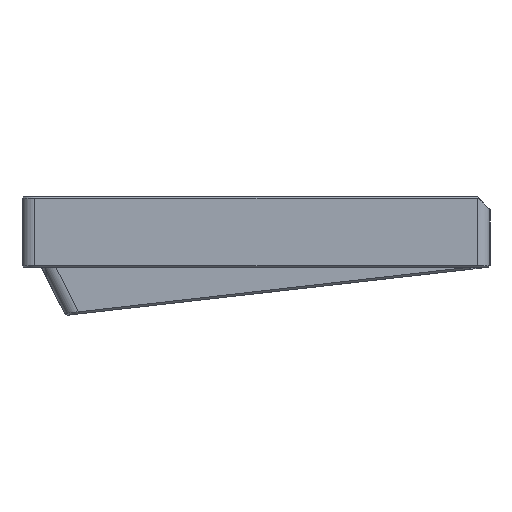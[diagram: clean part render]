
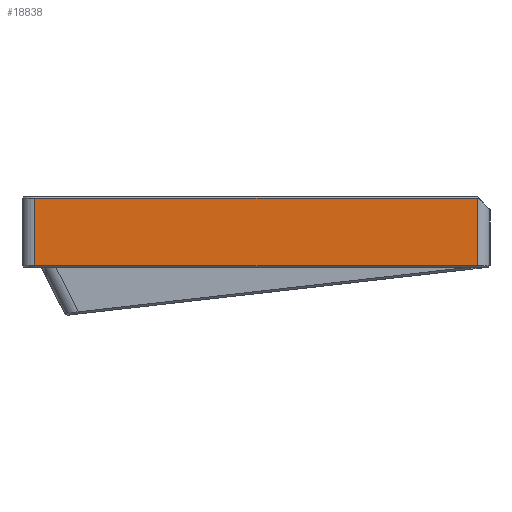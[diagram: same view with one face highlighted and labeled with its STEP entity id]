
A CAD part, left-side view. The second image highlights one B-rep face of the part: STEP entity #18838.
In plain terms, the highlighted planar face has unit normal (-1, 0, 0).
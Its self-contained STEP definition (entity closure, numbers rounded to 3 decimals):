
#1683=FACE_OUTER_BOUND('',#2674,.T.);
#2674=EDGE_LOOP('',(#13111,#13112,#13113,#13114));
#3979=LINE('',#28118,#5951);
#3983=LINE('',#28133,#5955);
#3984=LINE('',#28134,#5956);
#3985=LINE('',#28135,#5957);
#5951=VECTOR('',#22322,10.);
#5955=VECTOR('',#22338,10.);
#5956=VECTOR('',#22339,10.);
#5957=VECTOR('',#22340,10.);
#7885=VERTEX_POINT('',#28115);
#7886=VERTEX_POINT('',#28117);
#7890=VERTEX_POINT('',#28131);
#7891=VERTEX_POINT('',#28132);
#9906=EDGE_CURVE('',#7885,#7886,#3979,.T.);
#9913=EDGE_CURVE('',#7890,#7891,#3983,.T.);
#9914=EDGE_CURVE('',#7886,#7890,#3984,.T.);
#9915=EDGE_CURVE('',#7891,#7885,#3985,.T.);
#13111=ORIENTED_EDGE('',*,*,#9913,.F.);
#13112=ORIENTED_EDGE('',*,*,#9914,.F.);
#13113=ORIENTED_EDGE('',*,*,#9906,.F.);
#13114=ORIENTED_EDGE('',*,*,#9915,.F.);
#18265=PLANE('',#19949);
#18838=ADVANCED_FACE('',(#1683),#18265,.T.);
#19949=AXIS2_PLACEMENT_3D('',#28130,#22336,#22337);
#22322=DIRECTION('',(0.,-1.,0.));
#22336=DIRECTION('center_axis',(-1.,0.,0.));
#22337=DIRECTION('ref_axis',(0.,-1.,0.));
#22338=DIRECTION('',(0.,1.,0.));
#22339=DIRECTION('',(0.,0.,-1.));
#22340=DIRECTION('',(0.,0.,1.));
#28115=CARTESIAN_POINT('',(-4.5,3.5,14.2));
#28117=CARTESIAN_POINT('',(-4.5,-98.75,14.2));
#28118=CARTESIAN_POINT('',(-4.5,-20.312,14.2));
#28130=CARTESIAN_POINT('Origin',(-4.5,7.,0.));
#28131=CARTESIAN_POINT('',(-4.5,-98.75,-1.45));
#28132=CARTESIAN_POINT('',(-4.5,3.5,-1.45));
#28133=CARTESIAN_POINT('',(-4.5,-20.312,-1.45));
#28134=CARTESIAN_POINT('',(-4.5,-98.75,0.));
#28135=CARTESIAN_POINT('',(-4.5,3.5,0.));
